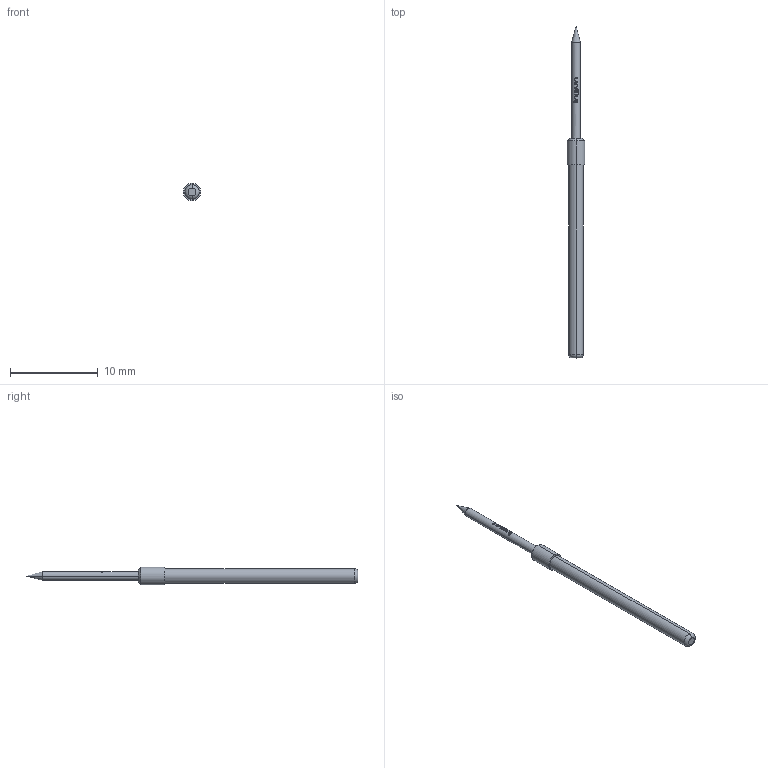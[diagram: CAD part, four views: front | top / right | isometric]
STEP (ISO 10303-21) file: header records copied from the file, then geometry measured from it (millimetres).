
FILE_DESCRIPTION (( 'STEP AP203' ), '1' );
FILE_NAME ('INGUN_GKS-412_201_100_R_xx03.STEP', '2022-02-01T07:35:50', ( 'ochi' ), ( '' ), 'SwSTEP 2.0', 'SolidWorks 2018', '' );
FILE_SCHEMA (( 'CONFIG_CONTROL_DESIGN' ));
Length unit declared in the file: millimetre
Products named in the file (1): INGUN_GKS-412_201_100_R_xx03
Bounding box: 2 x 37.8 x 2 mm (x, y, z)
Volume: 65.2 mm3; surface area: 173.8 mm2
Topology: 1 solids, 1 shells, 83 faces, 216 edges, 141 vertices
Faces by surface type: plane 43, bspline 22, cylinder 12, cone 4, torus 2
Entity records: 2865 total; most frequent: CARTESIAN_POINT 939, ORIENTED_EDGE 428, DIRECTION 310, EDGE_CURVE 214, VERTEX_POINT 141, AXIS2_PLACEMENT_3D 120, EDGE_LOOP 91, B_SPLINE_CURVE_WITH_KNOTS 86
